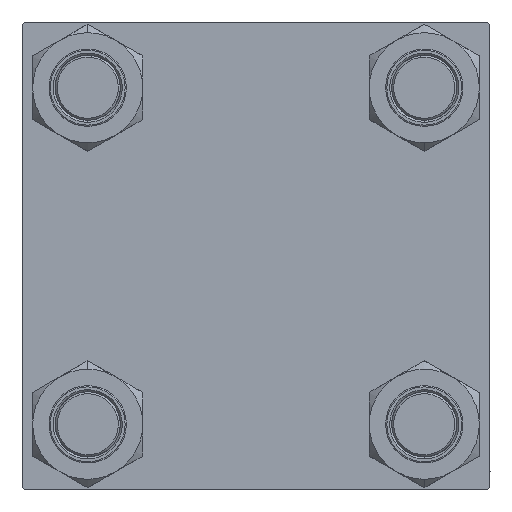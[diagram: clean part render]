
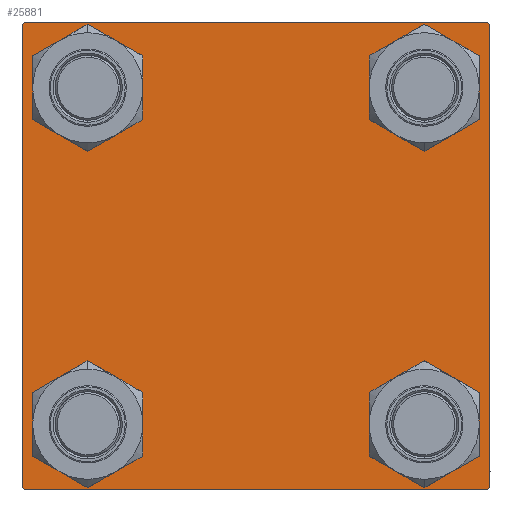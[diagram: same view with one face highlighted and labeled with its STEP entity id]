
A CAD part, left-side view. The second image highlights one B-rep face of the part: STEP entity #25881.
In plain terms, the highlighted planar face has unit normal (-1, 0, 0).
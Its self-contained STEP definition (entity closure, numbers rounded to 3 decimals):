
#416 = CIRCLE ( 'NONE', #34357, 8.5 ) ;
#596 = FACE_BOUND ( 'NONE', #49685, .T. ) ;
#1452 = LINE ( 'NONE', #49389, #18329 ) ;
#1671 = VECTOR ( 'NONE', #9036, 1000. ) ;
#1738 = AXIS2_PLACEMENT_3D ( 'NONE', #1987, #14424, #3020 ) ;
#1891 = EDGE_CURVE ( 'NONE', #28324, #11638, #32373, .T. ) ;
#1987 = CARTESIAN_POINT ( 'NONE',  ( 0., -41.35, -41.35 ) ) ;
#2601 = AXIS2_PLACEMENT_3D ( 'NONE', #28813, #44624, #44377 ) ;
#3020 = DIRECTION ( 'NONE',  ( 0., 0., 1. ) ) ;
#3346 = DIRECTION ( 'NONE',  ( 0., -0.707, -0.707 ) ) ;
#3566 = VERTEX_POINT ( 'NONE', #20070 ) ;
#4400 = ORIENTED_EDGE ( 'NONE', *, *, #28594, .T. ) ;
#4446 = VERTEX_POINT ( 'NONE', #19385 ) ;
#4687 = VECTOR ( 'NONE', #38856, 1000. ) ;
#4716 = EDGE_CURVE ( 'NONE', #28181, #51222, #1452, .T. ) ;
#4798 = EDGE_CURVE ( 'NONE', #24826, #25244, #50632, .T. ) ;
#5205 = CARTESIAN_POINT ( 'NONE',  ( 0., -57.5, -57. ) ) ;
#5414 = EDGE_CURVE ( 'NONE', #4446, #12909, #29939, .T. ) ;
#6096 = DIRECTION ( 'NONE',  ( 0., 0., 1. ) ) ;
#6873 = CIRCLE ( 'NONE', #22610, 8.5 ) ;
#6931 = ORIENTED_EDGE ( 'NONE', *, *, #49710, .T. ) ;
#7274 = EDGE_LOOP ( 'NONE', ( #10531, #6931 ) ) ;
#7417 = EDGE_CURVE ( 'NONE', #25244, #24826, #20791, .T. ) ;
#7571 = CIRCLE ( 'NONE', #28285, 8.5 ) ;
#8368 = FACE_BOUND ( 'NONE', #7274, .T. ) ;
#8539 = EDGE_CURVE ( 'NONE', #42834, #17966, #7571, .T. ) ;
#9000 = EDGE_CURVE ( 'NONE', #46858, #28181, #26689, .T. ) ;
#9036 = DIRECTION ( 'NONE',  ( 0., 0.707, -0.707 ) ) ;
#9940 = ORIENTED_EDGE ( 'NONE', *, *, #9000, .T. ) ;
#10037 = EDGE_CURVE ( 'NONE', #51222, #38733, #21833, .T. ) ;
#10531 = ORIENTED_EDGE ( 'NONE', *, *, #5414, .T. ) ;
#10618 = CARTESIAN_POINT ( 'NONE',  ( 0., 41.35, 49.85 ) ) ;
#10628 = CARTESIAN_POINT ( 'NONE',  ( 0., 41.35, -49.85 ) ) ;
#10980 = ORIENTED_EDGE ( 'NONE', *, *, #10037, .T. ) ;
#11638 = VERTEX_POINT ( 'NONE', #34905 ) ;
#12669 = CARTESIAN_POINT ( 'NONE',  ( 0., 41.35, 41.35 ) ) ;
#12766 = LINE ( 'NONE', #23929, #27743 ) ;
#12889 = ORIENTED_EDGE ( 'NONE', *, *, #1891, .T. ) ;
#12909 = VERTEX_POINT ( 'NONE', #10628 ) ;
#13038 = ORIENTED_EDGE ( 'NONE', *, *, #34146, .T. ) ;
#13138 = DIRECTION ( 'NONE',  ( 1., 0., 0. ) ) ;
#14311 = CARTESIAN_POINT ( 'NONE',  ( 0., -57.25, -57.25 ) ) ;
#14424 = DIRECTION ( 'NONE',  ( 1., 0., 0. ) ) ;
#15172 = CARTESIAN_POINT ( 'NONE',  ( 0., -57.25, 57.25 ) ) ;
#16413 = FACE_OUTER_BOUND ( 'NONE', #41989, .T. ) ;
#16908 = EDGE_CURVE ( 'NONE', #18801, #3566, #416, .T. ) ;
#17151 = VERTEX_POINT ( 'NONE', #22790 ) ;
#17966 = VERTEX_POINT ( 'NONE', #24133 ) ;
#18266 = CARTESIAN_POINT ( 'NONE',  ( 0., -41.35, 41.35 ) ) ;
#18329 = VECTOR ( 'NONE', #48635, 1000. ) ;
#18801 = VERTEX_POINT ( 'NONE', #10618 ) ;
#19385 = CARTESIAN_POINT ( 'NONE',  ( 0., 41.35, -32.85 ) ) ;
#20070 = CARTESIAN_POINT ( 'NONE',  ( 0., 41.35, 32.85 ) ) ;
#20458 = CARTESIAN_POINT ( 'NONE',  ( 0., 57.25, 57.25 ) ) ;
#20459 = DIRECTION ( 'NONE',  ( 0., 0., 1. ) ) ;
#20668 = DIRECTION ( 'NONE',  ( 1., 0., 0. ) ) ;
#20791 = CIRCLE ( 'NONE', #1738, 8.5 ) ;
#21342 = CARTESIAN_POINT ( 'NONE',  ( 0., 57.5, -57. ) ) ;
#21833 = LINE ( 'NONE', #14311, #30840 ) ;
#21906 = CARTESIAN_POINT ( 'NONE',  ( 0., -41.35, 41.35 ) ) ;
#22333 = CARTESIAN_POINT ( 'NONE',  ( 0., -41.35, -32.85 ) ) ;
#22522 = ORIENTED_EDGE ( 'NONE', *, *, #27840, .T. ) ;
#22610 = AXIS2_PLACEMENT_3D ( 'NONE', #21906, #26316, #26058 ) ;
#22763 = CARTESIAN_POINT ( 'NONE',  ( 0., -41.35, -49.85 ) ) ;
#22790 = CARTESIAN_POINT ( 'NONE',  ( 0., -57., 57.5 ) ) ;
#23072 = CARTESIAN_POINT ( 'NONE',  ( 0., 57.25, -57.25 ) ) ;
#23595 = DIRECTION ( 'NONE',  ( 1., 0., 0. ) ) ;
#23838 = EDGE_CURVE ( 'NONE', #3566, #18801, #28258, .T. ) ;
#23929 = CARTESIAN_POINT ( 'NONE',  ( 0., 57.5, 57.5 ) ) ;
#24072 = AXIS2_PLACEMENT_3D ( 'NONE', #35968, #20668, #32080 ) ;
#24133 = CARTESIAN_POINT ( 'NONE',  ( 0., -41.35, 49.85 ) ) ;
#24198 = PLANE ( 'NONE',  #42393 ) ;
#24826 = VERTEX_POINT ( 'NONE', #22763 ) ;
#24892 = DIRECTION ( 'NONE',  ( 0., 0., -1. ) ) ;
#25244 = VERTEX_POINT ( 'NONE', #22333 ) ;
#25807 = CARTESIAN_POINT ( 'NONE',  ( 0., 41.35, -41.35 ) ) ;
#25859 = ORIENTED_EDGE ( 'NONE', *, *, #23838, .T. ) ;
#25881 = ADVANCED_FACE ( 'NONE', ( #39997, #28327, #8368, #596, #16413 ), #24198, .T. ) ;
#26022 = EDGE_LOOP ( 'NONE', ( #38942, #34275 ) ) ;
#26058 = DIRECTION ( 'NONE',  ( 0., 0., 1. ) ) ;
#26310 = DIRECTION ( 'NONE',  ( 1., 0., 0. ) ) ;
#26316 = DIRECTION ( 'NONE',  ( 1., 0., 0. ) ) ;
#26689 = LINE ( 'NONE', #23072, #50679 ) ;
#27315 = CARTESIAN_POINT ( 'NONE',  ( 0., 0., 0. ) ) ;
#27498 = DIRECTION ( 'NONE',  ( 0., 0., 1. ) ) ;
#27743 = VECTOR ( 'NONE', #32464, 1000. ) ;
#27840 = EDGE_CURVE ( 'NONE', #17966, #42834, #6873, .T. ) ;
#27947 = CARTESIAN_POINT ( 'NONE',  ( 0., -57.5, 57.5 ) ) ;
#28000 = CARTESIAN_POINT ( 'NONE',  ( 0., 41.35, 41.35 ) ) ;
#28181 = VERTEX_POINT ( 'NONE', #39736 ) ;
#28201 = CIRCLE ( 'NONE', #24072, 8.5 ) ;
#28258 = CIRCLE ( 'NONE', #47286, 8.5 ) ;
#28285 = AXIS2_PLACEMENT_3D ( 'NONE', #18266, #26310, #38219 ) ;
#28324 = VERTEX_POINT ( 'NONE', #41011 ) ;
#28327 = FACE_BOUND ( 'NONE', #26022, .T. ) ;
#28511 = DIRECTION ( 'NONE',  ( 1., 0., 0. ) ) ;
#28594 = EDGE_CURVE ( 'NONE', #11638, #46858, #44074, .T. ) ;
#28813 = CARTESIAN_POINT ( 'NONE',  ( 0., -41.35, -41.35 ) ) ;
#29939 = CIRCLE ( 'NONE', #37379, 8.5 ) ;
#30840 = VECTOR ( 'NONE', #37638, 1000. ) ;
#31268 = EDGE_LOOP ( 'NONE', ( #22522, #34620 ) ) ;
#31983 = EDGE_CURVE ( 'NONE', #28324, #17151, #12766, .T. ) ;
#32080 = DIRECTION ( 'NONE',  ( 0., 0., 1. ) ) ;
#32373 = LINE ( 'NONE', #20458, #1671 ) ;
#32464 = DIRECTION ( 'NONE',  ( 0., -1., 0. ) ) ;
#32920 = CARTESIAN_POINT ( 'NONE',  ( 0., 57.5, 57.5 ) ) ;
#34146 = EDGE_CURVE ( 'NONE', #38589, #17151, #46266, .T. ) ;
#34275 = ORIENTED_EDGE ( 'NONE', *, *, #4798, .T. ) ;
#34357 = AXIS2_PLACEMENT_3D ( 'NONE', #28000, #28511, #27498 ) ;
#34617 = DIRECTION ( 'NONE',  ( 0., 0.707, 0.707 ) ) ;
#34620 = ORIENTED_EDGE ( 'NONE', *, *, #8539, .T. ) ;
#34905 = CARTESIAN_POINT ( 'NONE',  ( 0., 57.5, 57. ) ) ;
#35689 = EDGE_CURVE ( 'NONE', #38589, #38733, #47654, .T. ) ;
#35848 = VECTOR ( 'NONE', #24892, 1000. ) ;
#35968 = CARTESIAN_POINT ( 'NONE',  ( 0., 41.35, -41.35 ) ) ;
#36363 = CARTESIAN_POINT ( 'NONE',  ( 0., -57., -57.5 ) ) ;
#37379 = AXIS2_PLACEMENT_3D ( 'NONE', #25807, #13138, #6096 ) ;
#37638 = DIRECTION ( 'NONE',  ( 0., -0.707, 0.707 ) ) ;
#38219 = DIRECTION ( 'NONE',  ( 0., 0., 1. ) ) ;
#38589 = VERTEX_POINT ( 'NONE', #49051 ) ;
#38733 = VERTEX_POINT ( 'NONE', #5205 ) ;
#38856 = DIRECTION ( 'NONE',  ( 0., 0., -1. ) ) ;
#38942 = ORIENTED_EDGE ( 'NONE', *, *, #7417, .T. ) ;
#39340 = ORIENTED_EDGE ( 'NONE', *, *, #31983, .F. ) ;
#39736 = CARTESIAN_POINT ( 'NONE',  ( 0., 57., -57.5 ) ) ;
#39997 = FACE_BOUND ( 'NONE', #31268, .T. ) ;
#40369 = ORIENTED_EDGE ( 'NONE', *, *, #4716, .T. ) ;
#41011 = CARTESIAN_POINT ( 'NONE',  ( 0., 57., 57.5 ) ) ;
#41989 = EDGE_LOOP ( 'NONE', ( #4400, #9940, #40369, #10980, #43331, #13038, #39340, #12889 ) ) ;
#42066 = CARTESIAN_POINT ( 'NONE',  ( 0., -41.35, 32.85 ) ) ;
#42393 = AXIS2_PLACEMENT_3D ( 'NONE', #27315, #47265, #48027 ) ;
#42834 = VERTEX_POINT ( 'NONE', #42066 ) ;
#43331 = ORIENTED_EDGE ( 'NONE', *, *, #35689, .F. ) ;
#44074 = LINE ( 'NONE', #32920, #35848 ) ;
#44377 = DIRECTION ( 'NONE',  ( 0., 0., 1. ) ) ;
#44624 = DIRECTION ( 'NONE',  ( 1., 0., 0. ) ) ;
#46266 = LINE ( 'NONE', #15172, #48504 ) ;
#46481 = ORIENTED_EDGE ( 'NONE', *, *, #16908, .T. ) ;
#46858 = VERTEX_POINT ( 'NONE', #21342 ) ;
#47265 = DIRECTION ( 'NONE',  ( -1., 0., 0. ) ) ;
#47286 = AXIS2_PLACEMENT_3D ( 'NONE', #12669, #23595, #20459 ) ;
#47654 = LINE ( 'NONE', #27947, #4687 ) ;
#48027 = DIRECTION ( 'NONE',  ( 0., 0., 1. ) ) ;
#48504 = VECTOR ( 'NONE', #34617, 1000. ) ;
#48635 = DIRECTION ( 'NONE',  ( 0., -1., 0. ) ) ;
#49051 = CARTESIAN_POINT ( 'NONE',  ( 0., -57.5, 57. ) ) ;
#49389 = CARTESIAN_POINT ( 'NONE',  ( 0., 57.5, -57.5 ) ) ;
#49685 = EDGE_LOOP ( 'NONE', ( #46481, #25859 ) ) ;
#49710 = EDGE_CURVE ( 'NONE', #12909, #4446, #28201, .T. ) ;
#50632 = CIRCLE ( 'NONE', #2601, 8.5 ) ;
#50679 = VECTOR ( 'NONE', #3346, 1000. ) ;
#51222 = VERTEX_POINT ( 'NONE', #36363 ) ;
